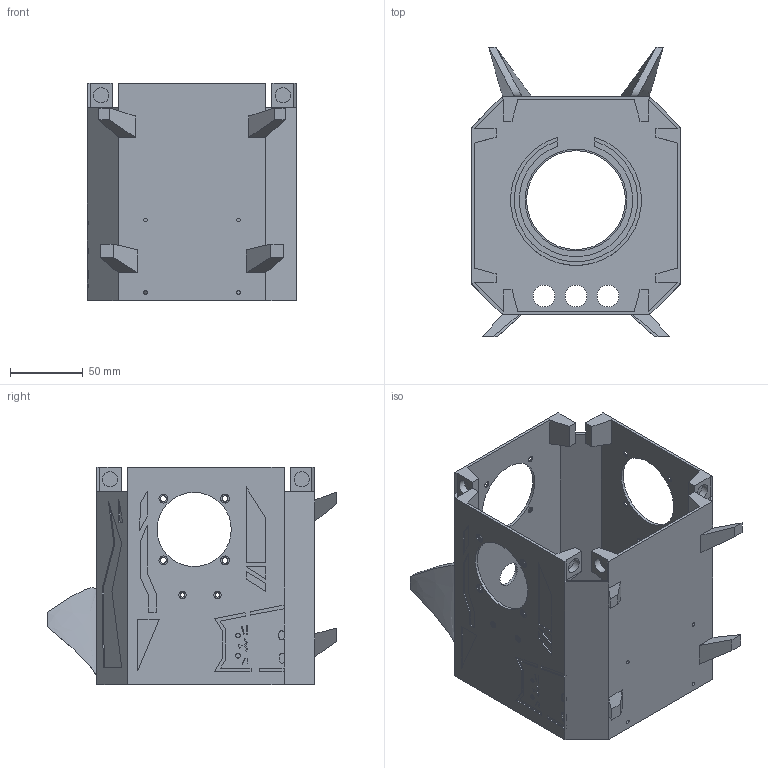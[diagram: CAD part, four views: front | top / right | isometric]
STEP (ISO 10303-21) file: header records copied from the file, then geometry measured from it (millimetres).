
FILE_DESCRIPTION(/* description */ (''),/* implementation_level */ '2;1');
FILE_NAME(/* name */ 'Techdesign Speaker 3d designv8.step',/* time_stamp */ '2025-10-26T00:04:41-04:00',/* author */ (''),/* organization */ (''),/* preprocessor_version */ 'ST-DEVELOPER v20.1',/* originating_system */ 'Autodesk Translation Framework v14.17.0.0',/* authorisation */ '');
FILE_SCHEMA (('AUTOMOTIVE_DESIGN { 1 0 10303 214 3 1 1 }'));
Length unit declared in the file: millimetre
Products named in the file (1): 2025-10-14-15-55-04-338
Bounding box: 144 x 199 x 150 mm (x, y, z)
Volume: 246189.6 mm3; surface area: 214108.7 mm2
Topology: 2 solids, 2 shells, 448 faces, 1083 edges, 700 vertices
Faces by surface type: plane 346, cylinder 59, bspline 42, cone 1
Full cylindrical faces by diameter (mm): 2.5 x4, 3 x4, 3.08 x1, 3.231 x1, 4 x12, 5 x4, 6 x12, 10.5 x8, 15 x3, 17 x1, 51 x3, 68 x1, 70 x2
Entity records: 15455 total; most frequent: CARTESIAN_POINT 5118, ORIENTED_EDGE 2166, DIRECTION 1903, EDGE_CURVE 1083, LINE 853, VECTOR 853, VERTEX_POINT 700, EDGE_LOOP 569
